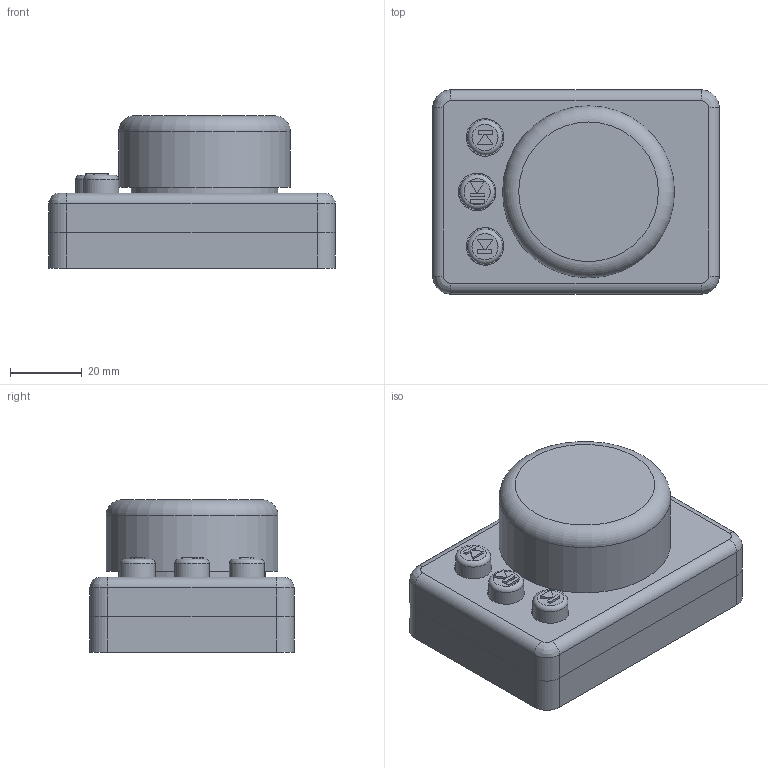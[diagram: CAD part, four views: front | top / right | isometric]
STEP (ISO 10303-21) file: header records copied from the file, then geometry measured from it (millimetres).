
FILE_DESCRIPTION(/* description */ (''),/* implementation_level */ '2;1');
FILE_NAME(/* name */ 'BFmK v1 Final.stp',/* time_stamp */ '2021-07-09T00:24:04+01:00',/* author */ (''),/* organization */ (''),/* preprocessor_version */ 'ST-DEVELOPER v15.2',/* originating_system */ 'Autodesk Translator Framework v2.0.0.5431',/* authorisation */ '');
FILE_SCHEMA (('AUTOMOTIVE_DESIGN { 1 0 10303 214 3 1 1 }'));
Length unit declared in the file: centimetre
Products named in the file (1): BFmK v1 Final
Bounding box: 80 x 57 x 42.6 mm (x, y, z)
Volume: 69393.7 mm3; surface area: 48555.3 mm2
Topology: 10 solids, 10 shells, 454 faces, 1172 edges, 776 vertices
Faces by surface type: plane 257, cylinder 162, torus 19, bspline 10, cone 5, sphere 1
Full cylindrical faces by diameter (mm): 3 x6, 3.2 x8, 3.5 x3, 5 x6, 5.5 x1, 6 x2, 9.8 x3, 10 x1, 10.5 x3, 38 x1, 41 x1, 43 x1, 48 x1
Entity records: 13819 total; most frequent: CARTESIAN_POINT 2637, DIRECTION 2375, ORIENTED_EDGE 2220, EDGE_CURVE 1110, AXIS2_PLACEMENT_3D 844, VERTEX_POINT 760, LINE 687, VECTOR 687
